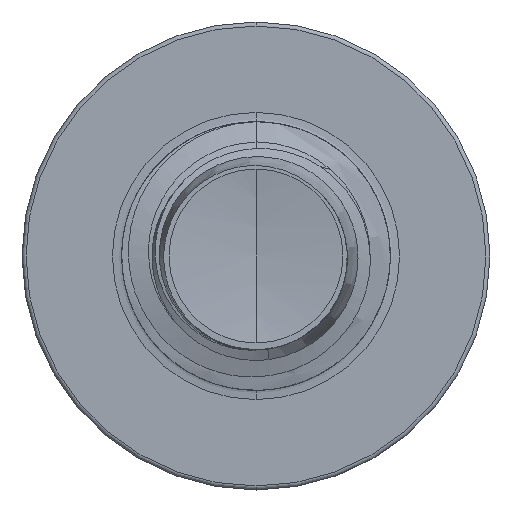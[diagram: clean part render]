
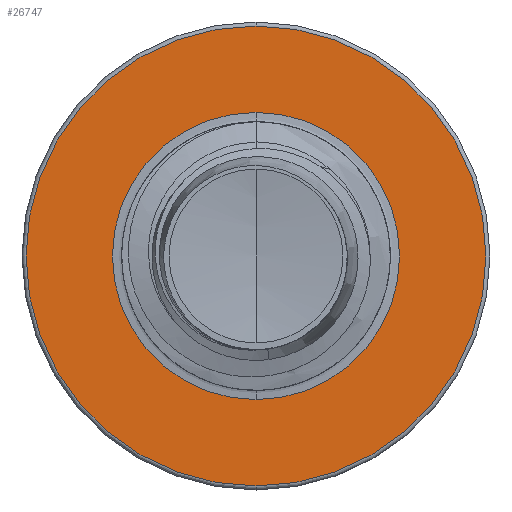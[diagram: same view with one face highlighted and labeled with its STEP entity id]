
A CAD part, front view. The second image highlights one B-rep face of the part: STEP entity #26747.
In plain terms, the highlighted planar face has unit normal (0, -1, 0).
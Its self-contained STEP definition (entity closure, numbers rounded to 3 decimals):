
#146 = ORIENTED_EDGE ( 'NONE', *, *, #17648, .F. ) ;
#172 = DIRECTION ( 'NONE',  ( 0., 0., 1. ) ) ;
#508 = CIRCLE ( 'NONE', #905, 1.872 ) ;
#905 = AXIS2_PLACEMENT_3D ( 'NONE', #35816, #18094, #172 ) ;
#1586 = CARTESIAN_POINT ( 'NONE',  ( 0., 20., -1.872 ) ) ;
#4160 = EDGE_LOOP ( 'NONE', ( #29489, #37431 ) ) ;
#4470 = ORIENTED_EDGE ( 'NONE', *, *, #8805, .F. ) ;
#4810 = CARTESIAN_POINT ( 'NONE',  ( 0., 20., 0. ) ) ;
#6630 = FACE_BOUND ( 'NONE', #4160, .T. ) ;
#7835 = DIRECTION ( 'NONE',  ( 0., 0., 1. ) ) ;
#8200 = CARTESIAN_POINT ( 'NONE',  ( 0., 20., 0. ) ) ;
#8805 = EDGE_CURVE ( 'NONE', #34466, #28745, #15646, .T. ) ;
#8929 = CARTESIAN_POINT ( 'NONE',  ( 0., 20., -1.872 ) ) ;
#10605 = PLANE ( 'NONE',  #30824 ) ;
#11184 = DIRECTION ( 'NONE',  ( 0., 0., 1. ) ) ;
#13054 = CARTESIAN_POINT ( 'NONE',  ( 0., 20., 1.872 ) ) ;
#13575 = DIRECTION ( 'NONE',  ( 0., 0., 1. ) ) ;
#13587 = FACE_OUTER_BOUND ( 'NONE', #31374, .T. ) ;
#13605 = DIRECTION ( 'NONE',  ( 0., 1., 0. ) ) ;
#15078 = CIRCLE ( 'NONE', #26060, 2.998 ) ;
#15646 = CIRCLE ( 'NONE', #22502, 2.998 ) ;
#17648 = EDGE_CURVE ( 'NONE', #28745, #34466, #15078, .T. ) ;
#18094 = DIRECTION ( 'NONE',  ( 0., 1., 0. ) ) ;
#19224 = CIRCLE ( 'NONE', #35527, 1.872 ) ;
#20652 = CARTESIAN_POINT ( 'NONE',  ( 0., 20., -2.997 ) ) ;
#22502 = AXIS2_PLACEMENT_3D ( 'NONE', #31388, #13605, #34361 ) ;
#23183 = VERTEX_POINT ( 'NONE', #8929 ) ;
#24353 = CARTESIAN_POINT ( 'NONE',  ( 0., 20., 2.998 ) ) ;
#25607 = DIRECTION ( 'NONE',  ( 0., 1., 0. ) ) ;
#25647 = EDGE_CURVE ( 'NONE', #23183, #34831, #19224, .T. ) ;
#26060 = AXIS2_PLACEMENT_3D ( 'NONE', #8200, #28967, #11184 ) ;
#26193 = EDGE_CURVE ( 'NONE', #34831, #23183, #508, .T. ) ;
#26747 = ADVANCED_FACE ( 'NONE', ( #13587, #6630 ), #10605, .F. ) ;
#28745 = VERTEX_POINT ( 'NONE', #24353 ) ;
#28967 = DIRECTION ( 'NONE',  ( 0., 1., 0. ) ) ;
#29489 = ORIENTED_EDGE ( 'NONE', *, *, #26193, .T. ) ;
#30824 = AXIS2_PLACEMENT_3D ( 'NONE', #1586, #31359, #13575 ) ;
#31359 = DIRECTION ( 'NONE',  ( 0., 1., 0. ) ) ;
#31374 = EDGE_LOOP ( 'NONE', ( #146, #4470 ) ) ;
#31388 = CARTESIAN_POINT ( 'NONE',  ( 0., 20., 0. ) ) ;
#34361 = DIRECTION ( 'NONE',  ( 0., 0., 1. ) ) ;
#34466 = VERTEX_POINT ( 'NONE', #20652 ) ;
#34831 = VERTEX_POINT ( 'NONE', #13054 ) ;
#35527 = AXIS2_PLACEMENT_3D ( 'NONE', #4810, #25607, #7835 ) ;
#35816 = CARTESIAN_POINT ( 'NONE',  ( 0., 20., 0. ) ) ;
#37431 = ORIENTED_EDGE ( 'NONE', *, *, #25647, .T. ) ;
